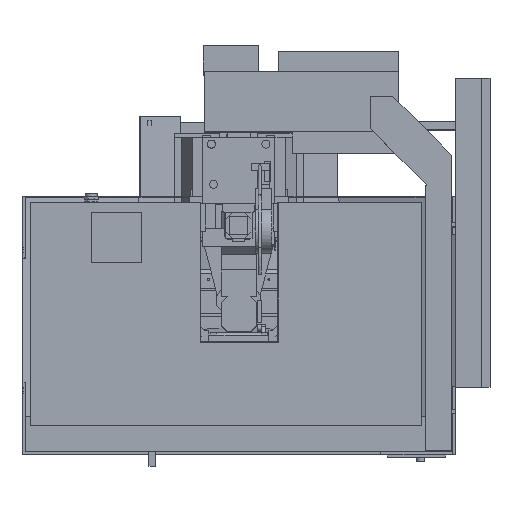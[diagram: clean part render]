
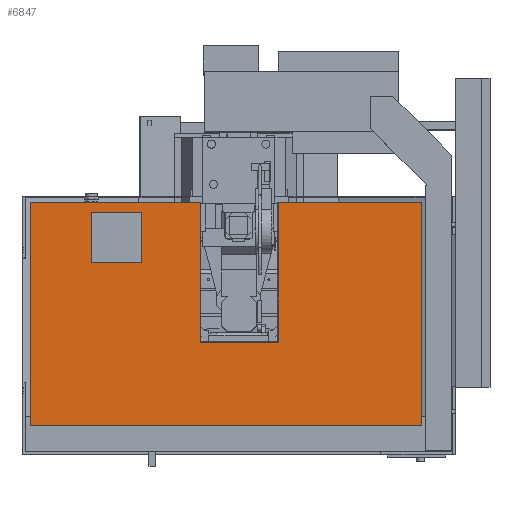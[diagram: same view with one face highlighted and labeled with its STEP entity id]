
A CAD part, top view. The second image highlights one B-rep face of the part: STEP entity #6847.
In plain terms, the highlighted planar face has unit normal (0, 0, 1).
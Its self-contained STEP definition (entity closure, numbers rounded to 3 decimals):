
#6847 = ADVANCED_FACE('',(#6848,#6914),#6948,.T.);
#6848 = FACE_BOUND('',#6849,.T.);
#6849 = EDGE_LOOP('',(#6850,#6860,#6868,#6876,#6884,#6892,#6900,#6908));
#6850 = ORIENTED_EDGE('',*,*,#6851,.T.);
#6851 = EDGE_CURVE('',#6852,#6854,#6856,.T.);
#6852 = VERTEX_POINT('',#6853);
#6853 = CARTESIAN_POINT('',(-1032.,334.9,2285.));
#6854 = VERTEX_POINT('',#6855);
#6855 = CARTESIAN_POINT('',(-1032.,-771.6,2285.));
#6856 = LINE('',#6857,#6858);
#6857 = CARTESIAN_POINT('',(-1032.,334.9,2285.));
#6858 = VECTOR('',#6859,1.);
#6859 = DIRECTION('',(0.,-1.,0.));
#6860 = ORIENTED_EDGE('',*,*,#6861,.T.);
#6861 = EDGE_CURVE('',#6854,#6862,#6864,.T.);
#6862 = VERTEX_POINT('',#6863);
#6863 = CARTESIAN_POINT('',(907.,-771.6,2285.));
#6864 = LINE('',#6865,#6866);
#6865 = CARTESIAN_POINT('',(-1032.,-771.6,2285.));
#6866 = VECTOR('',#6867,1.);
#6867 = DIRECTION('',(1.,0.,0.));
#6868 = ORIENTED_EDGE('',*,*,#6869,.T.);
#6869 = EDGE_CURVE('',#6862,#6870,#6872,.T.);
#6870 = VERTEX_POINT('',#6871);
#6871 = CARTESIAN_POINT('',(907.,334.9,2285.));
#6872 = LINE('',#6873,#6874);
#6873 = CARTESIAN_POINT('',(907.,-771.6,2285.));
#6874 = VECTOR('',#6875,1.);
#6875 = DIRECTION('',(0.,1.,0.));
#6876 = ORIENTED_EDGE('',*,*,#6877,.T.);
#6877 = EDGE_CURVE('',#6870,#6878,#6880,.T.);
#6878 = VERTEX_POINT('',#6879);
#6879 = CARTESIAN_POINT('',(194.,334.9,2285.));
#6880 = LINE('',#6881,#6882);
#6881 = CARTESIAN_POINT('',(907.,334.9,2285.));
#6882 = VECTOR('',#6883,1.);
#6883 = DIRECTION('',(-1.,0.,0.));
#6884 = ORIENTED_EDGE('',*,*,#6885,.T.);
#6885 = EDGE_CURVE('',#6878,#6886,#6888,.T.);
#6886 = VERTEX_POINT('',#6887);
#6887 = CARTESIAN_POINT('',(194.,-357.1,2285.));
#6888 = LINE('',#6889,#6890);
#6889 = CARTESIAN_POINT('',(194.,334.9,2285.));
#6890 = VECTOR('',#6891,1.);
#6891 = DIRECTION('',(0.,-1.,0.));
#6892 = ORIENTED_EDGE('',*,*,#6893,.T.);
#6893 = EDGE_CURVE('',#6886,#6894,#6896,.T.);
#6894 = VERTEX_POINT('',#6895);
#6895 = CARTESIAN_POINT('',(-190.,-357.1,2285.));
#6896 = LINE('',#6897,#6898);
#6897 = CARTESIAN_POINT('',(194.,-357.1,2285.));
#6898 = VECTOR('',#6899,1.);
#6899 = DIRECTION('',(-1.,0.,0.));
#6900 = ORIENTED_EDGE('',*,*,#6901,.T.);
#6901 = EDGE_CURVE('',#6894,#6902,#6904,.T.);
#6902 = VERTEX_POINT('',#6903);
#6903 = CARTESIAN_POINT('',(-190.,334.9,2285.));
#6904 = LINE('',#6905,#6906);
#6905 = CARTESIAN_POINT('',(-190.,-357.1,2285.));
#6906 = VECTOR('',#6907,1.);
#6907 = DIRECTION('',(0.,1.,0.));
#6908 = ORIENTED_EDGE('',*,*,#6909,.T.);
#6909 = EDGE_CURVE('',#6902,#6852,#6910,.T.);
#6910 = LINE('',#6911,#6912);
#6911 = CARTESIAN_POINT('',(-190.,334.9,2285.));
#6912 = VECTOR('',#6913,1.);
#6913 = DIRECTION('',(-1.,0.,0.));
#6914 = FACE_BOUND('',#6915,.T.);
#6915 = EDGE_LOOP('',(#6916,#6926,#6934,#6942));
#6916 = ORIENTED_EDGE('',*,*,#6917,.T.);
#6917 = EDGE_CURVE('',#6918,#6920,#6922,.T.);
#6918 = VERTEX_POINT('',#6919);
#6919 = CARTESIAN_POINT('',(-482.,284.9,2285.));
#6920 = VERTEX_POINT('',#6921);
#6921 = CARTESIAN_POINT('',(-482.,34.9,2285.));
#6922 = LINE('',#6923,#6924);
#6923 = CARTESIAN_POINT('',(-482.,284.9,2285.));
#6924 = VECTOR('',#6925,1.);
#6925 = DIRECTION('',(0.,-1.,0.));
#6926 = ORIENTED_EDGE('',*,*,#6927,.T.);
#6927 = EDGE_CURVE('',#6920,#6928,#6930,.T.);
#6928 = VERTEX_POINT('',#6929);
#6929 = CARTESIAN_POINT('',(-732.,34.9,2285.));
#6930 = LINE('',#6931,#6932);
#6931 = CARTESIAN_POINT('',(-482.,34.9,2285.));
#6932 = VECTOR('',#6933,1.);
#6933 = DIRECTION('',(-1.,0.,0.));
#6934 = ORIENTED_EDGE('',*,*,#6935,.T.);
#6935 = EDGE_CURVE('',#6928,#6936,#6938,.T.);
#6936 = VERTEX_POINT('',#6937);
#6937 = CARTESIAN_POINT('',(-732.,284.9,2285.));
#6938 = LINE('',#6939,#6940);
#6939 = CARTESIAN_POINT('',(-732.,34.9,2285.));
#6940 = VECTOR('',#6941,1.);
#6941 = DIRECTION('',(0.,1.,0.));
#6942 = ORIENTED_EDGE('',*,*,#6943,.T.);
#6943 = EDGE_CURVE('',#6936,#6918,#6944,.T.);
#6944 = LINE('',#6945,#6946);
#6945 = CARTESIAN_POINT('',(-732.,284.9,2285.));
#6946 = VECTOR('',#6947,1.);
#6947 = DIRECTION('',(1.,0.,0.));
#6948 = PLANE('',#6949);
#6949 = AXIS2_PLACEMENT_3D('',#6950,#6951,#6952);
#6950 = CARTESIAN_POINT('',(-62.5,-771.6,2285.));
#6951 = DIRECTION('',(0.,0.,1.));
#6952 = DIRECTION('',(1.,0.,0.));
